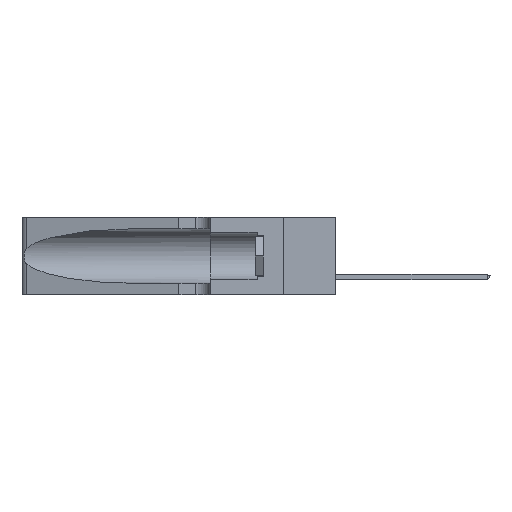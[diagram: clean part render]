
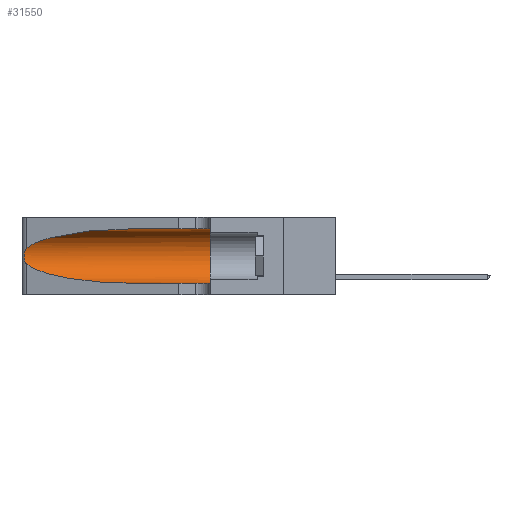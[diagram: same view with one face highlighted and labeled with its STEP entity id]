
A CAD part, left-side view. The second image highlights one B-rep face of the part: STEP entity #31550.
In plain terms, the highlighted cylindrical face has radius 3.308 mm (diameter 6.617 mm), a partial arc.
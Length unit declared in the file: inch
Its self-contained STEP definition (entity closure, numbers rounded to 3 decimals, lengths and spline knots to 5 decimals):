
#114 = DIRECTION ( 'NONE',  ( 0., 0., -1. ) ) ;
#150 = EDGE_CURVE ( 'NONE', #15636, #1721, #6870, .T. ) ;
#362 = ORIENTED_EDGE ( 'NONE', *, *, #36323, .T. ) ;
#1721 = VERTEX_POINT ( 'NONE', #7558 ) ;
#2360 = CARTESIAN_POINT ( 'NONE',  ( 0.25487, 1.22718, 0.14631 ) ) ;
#2608 = CARTESIAN_POINT ( 'NONE',  ( 0.26075, 1.23896, 0.178 ) ) ;
#2892 = VERTEX_POINT ( 'NONE', #25683 ) ;
#3111 = ORIENTED_EDGE ( 'NONE', *, *, #9088, .F. ) ;
#4013 = DIRECTION ( 'NONE',  ( 0., 0., 1. ) ) ;
#4370 = CARTESIAN_POINT ( 'NONE',  ( 0.25555, 1.22994, 0.2215 ) ) ;
#5095 = LINE ( 'NONE', #23501, #12208 ) ;
#5550 = CARTESIAN_POINT ( 'NONE',  ( 0.25856, 1.23593, 0.16098 ) ) ;
#6725 = EDGE_CURVE ( 'NONE', #31094, #11189, #20007, .T. ) ;
#6870 = B_SPLINE_CURVE_WITH_KNOTS ( 'NONE', 3,
 ( #10367, #4370, #25652, #25788, #29974, #29593, #14759, #2608, #27069, #5550, #17515, #11812, #38753, #2360 ),
 .UNSPECIFIED., .F., .F.,
 ( 4, 2, 2, 2, 2, 2, 4 ),
 ( 0., 0.00027, 0.00053, 0.00107, 0.0016, 0.00187, 0.00214 ),
 .UNSPECIFIED. ) ;
#7169 = AXIS2_PLACEMENT_3D ( 'NONE', #27850, #30869, #114 ) ;
#7558 = CARTESIAN_POINT ( 'NONE',  ( 0.25487, 1.22718, 0.14631 ) ) ;
#9088 = EDGE_CURVE ( 'NONE', #12940, #31094, #5095, .T. ) ;
#9934 = CARTESIAN_POINT ( 'NONE',  ( 0.1305, 0.72297, 0.05475 ) ) ;
#10367 = CARTESIAN_POINT ( 'NONE',  ( 0.25487, 1.22718, 0.22369 ) ) ;
#10741 = CARTESIAN_POINT ( 'NONE',  ( 0.25487, 1.22718, 0.22369 ) ) ;
#11189 = VERTEX_POINT ( 'NONE', #12781 ) ;
#11416 = AXIS2_PLACEMENT_3D ( 'NONE', #34849, #13347, #4013 ) ;
#11699 = ORIENTED_EDGE ( 'NONE', *, *, #32421, .T. ) ;
#11812 = CARTESIAN_POINT ( 'NONE',  ( 0.25639, 1.23186, 0.15144 ) ) ;
#12208 = VECTOR ( 'NONE', #35689, 39.37008 ) ;
#12781 = CARTESIAN_POINT ( 'NONE',  ( 0.1305, 0.35, 0.05475 ) ) ;
#12940 = VERTEX_POINT ( 'NONE', #22763 ) ;
#13062 = LINE ( 'NONE', #30138, #26451 ) ;
#13347 = DIRECTION ( 'NONE',  ( 0., 1., 0. ) ) ;
#14095 = CARTESIAN_POINT ( 'NONE',  ( 0.18966, 0.96281, 0.31525 ) ) ;
#14759 = CARTESIAN_POINT ( 'NONE',  ( 0.26075, 1.23896, 0.19203 ) ) ;
#14944 = DIRECTION ( 'NONE',  ( 0., -1., 0. ) ) ;
#15636 = VERTEX_POINT ( 'NONE', #23958 ) ;
#15875 =( BOUNDED_CURVE ( )  B_SPLINE_CURVE ( 3, ( #19124, #21786, #27998, #9934 ),
 .UNSPECIFIED., .F., .F. ) 
 B_SPLINE_CURVE_WITH_KNOTS ( ( 4, 4 ),
 ( 3.44316, 4.71239 ),
 .UNSPECIFIED. ) 
 CURVE ( )  GEOMETRIC_REPRESENTATION_ITEM ( )  RATIONAL_B_SPLINE_CURVE ( ( 1., 0.87, 0.87, 1. ) ) 
 REPRESENTATION_ITEM ( '' )  );
#16556 = CARTESIAN_POINT ( 'NONE',  ( 0.2373, 1.15595, 0.28018 ) ) ;
#16976 = EDGE_LOOP ( 'NONE', ( #11699, #35150, #362, #29529, #19837, #3111 ) ) ;
#17515 = CARTESIAN_POINT ( 'NONE',  ( 0.25789, 1.23486, 0.15765 ) ) ;
#17897 =( BOUNDED_CURVE ( )  B_SPLINE_CURVE ( 3, ( #32081, #14095, #16556, #10741 ),
 .UNSPECIFIED., .F., .F. ) 
 B_SPLINE_CURVE_WITH_KNOTS ( ( 4, 4 ),
 ( 1.5708, 2.84003 ),
 .UNSPECIFIED. ) 
 CURVE ( )  GEOMETRIC_REPRESENTATION_ITEM ( )  RATIONAL_B_SPLINE_CURVE ( ( 1., 0.87, 0.87, 1. ) ) 
 REPRESENTATION_ITEM ( '' )  );
#19124 = CARTESIAN_POINT ( 'NONE',  ( 0.25487, 1.22718, 0.14631 ) ) ;
#19837 = ORIENTED_EDGE ( 'NONE', *, *, #6725, .F. ) ;
#20007 = CIRCLE ( 'NONE', #11416, 0.13025 ) ;
#20206 = CARTESIAN_POINT ( 'NONE',  ( 0.1305, 0.35, 0.31525 ) ) ;
#21786 = CARTESIAN_POINT ( 'NONE',  ( 0.2373, 1.15595, 0.08982 ) ) ;
#22596 = FACE_OUTER_BOUND ( 'NONE', #16976, .T. ) ;
#22763 = CARTESIAN_POINT ( 'NONE',  ( 0.1305, 0.72297, 0.31525 ) ) ;
#23501 = CARTESIAN_POINT ( 'NONE',  ( 0.1305, 1.61858, 0.31525 ) ) ;
#23958 = CARTESIAN_POINT ( 'NONE',  ( 0.25487, 1.22718, 0.22369 ) ) ;
#24900 = CYLINDRICAL_SURFACE ( 'NONE', #7169, 0.13025 ) ;
#25652 = CARTESIAN_POINT ( 'NONE',  ( 0.25639, 1.23184, 0.21858 ) ) ;
#25683 = CARTESIAN_POINT ( 'NONE',  ( 0.1305, 0.72297, 0.05475 ) ) ;
#25788 = CARTESIAN_POINT ( 'NONE',  ( 0.25787, 1.23484, 0.2124 ) ) ;
#26451 = VECTOR ( 'NONE', #14944, 39.37008 ) ;
#27069 = CARTESIAN_POINT ( 'NONE',  ( 0.26017, 1.23833, 0.17102 ) ) ;
#27850 = CARTESIAN_POINT ( 'NONE',  ( 0.1305, 1.61858, 0.185 ) ) ;
#27998 = CARTESIAN_POINT ( 'NONE',  ( 0.18966, 0.96281, 0.05475 ) ) ;
#29529 = ORIENTED_EDGE ( 'NONE', *, *, #30561, .T. ) ;
#29593 = CARTESIAN_POINT ( 'NONE',  ( 0.26018, 1.23835, 0.19895 ) ) ;
#29974 = CARTESIAN_POINT ( 'NONE',  ( 0.25854, 1.2359, 0.20912 ) ) ;
#30138 = CARTESIAN_POINT ( 'NONE',  ( 0.1305, 1.61858, 0.05475 ) ) ;
#30561 = EDGE_CURVE ( 'NONE', #2892, #11189, #13062, .T. ) ;
#30869 = DIRECTION ( 'NONE',  ( 0., -1., 0. ) ) ;
#31094 = VERTEX_POINT ( 'NONE', #20206 ) ;
#31550 = ADVANCED_FACE ( 'NONE', ( #22596 ), #24900, .F. ) ;
#32081 = CARTESIAN_POINT ( 'NONE',  ( 0.1305, 0.72297, 0.31525 ) ) ;
#32421 = EDGE_CURVE ( 'NONE', #12940, #15636, #17897, .T. ) ;
#34849 = CARTESIAN_POINT ( 'NONE',  ( 0.1305, 0.35, 0.185 ) ) ;
#35150 = ORIENTED_EDGE ( 'NONE', *, *, #150, .T. ) ;
#35689 = DIRECTION ( 'NONE',  ( 0., -1., 0. ) ) ;
#36323 = EDGE_CURVE ( 'NONE', #1721, #2892, #15875, .T. ) ;
#38753 = CARTESIAN_POINT ( 'NONE',  ( 0.25555, 1.22993, 0.14849 ) ) ;
